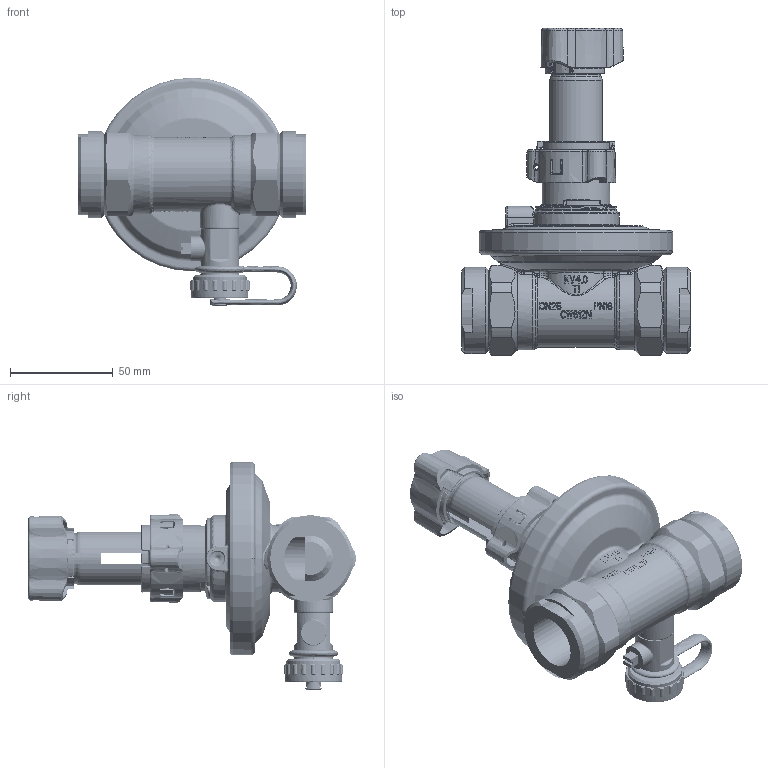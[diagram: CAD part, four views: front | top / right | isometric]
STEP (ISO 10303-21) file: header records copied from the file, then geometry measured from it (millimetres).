
FILE_DESCRIPTION((''),'2;1');
FILE_NAME('003Z5513_ASM','2016-10-05T',('U258099'),('Danfoss'),'CREO PARAMETRIC BY PTC INC, 2014440','CREO PARAMETRIC BY PTC INC, 2014440','');
FILE_SCHEMA(('CONFIG_CONTROL_DESIGN'));
Length unit declared in the file: millimetre
Products named in the file (15): 89075130_1; 89075230_1; 89076120_1; 89076230_INST_1; 89076510_1; 89076580_ASM_1_ASM; 89076710_1; PIPA_1; POKROVCEK_1; GUMI_POVEZAVA_1; O_RING_10_8X1_5_1; DRAINKOK_ASM_1_ASM; 89077060_ASM_1_ASM; 89076470; 003Z5513_ASM
Assembly tree (15 placements, depth 4):
  003Z5513_ASM
    89077060_ASM_1_ASM
      89075130_1
      89075230_1
      89076580_ASM_1_ASM
        89076120_1
        89076230_INST_1
        89076510_1
      89076710_1
      DRAINKOK_ASM_1_ASM
        PIPA_1
        POKROVCEK_1
        GUMI_POVEZAVA_1
        O_RING_10_8X1_5_1
    89076470  x2
Bounding box: 111 x 158.95 x 111 mm (x, y, z)
Volume: 175822 mm3; surface area: 130435.4 mm2
Topology: 10 solids, 28 shells, 4628 faces, 12924 edges, 8373 vertices
Faces by surface type: bspline 1568, plane 963, cylinder 931, torus 493, extrusion 338, cone 296, sphere 36, revolution 3
Entity records: 267124 total; most frequent: CARTESIAN_POINT 164876, ORIENTED_EDGE 25518, DIRECTION 14918, EDGE_CURVE 12805, VERTEX_POINT 8325, B_SPLINE_CURVE_WITH_KNOTS 6963, AXIS2_PLACEMENT_3D 5655, EDGE_LOOP 4729
